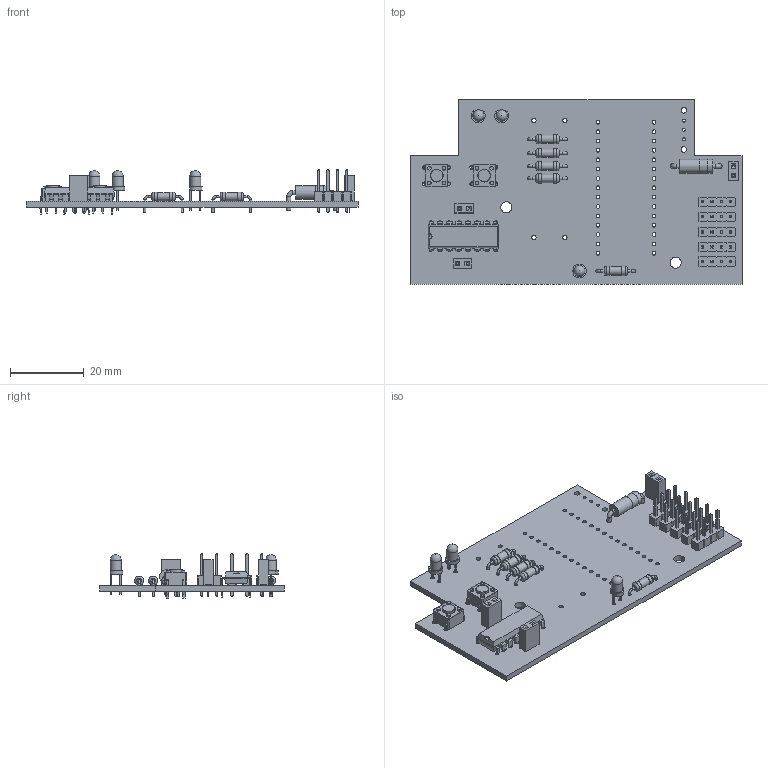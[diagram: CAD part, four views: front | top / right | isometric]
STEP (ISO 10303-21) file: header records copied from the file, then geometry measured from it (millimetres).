
FILE_DESCRIPTION(('KiCad electronic assembly'),'2;1');
FILE_NAME('placa central.step','2023-09-10T14:06:46',('Pcbnew'),('Kicad' ),'Open CASCADE STEP processor 7.7','KiCad to STEP converter', 'Unknown');
FILE_SCHEMA(('AUTOMOTIVE_DESIGN { 1 0 10303 214 1 1 1 1 }'));
Length unit declared in the file: millimetre
Products named in the file (16): placa central 1; PinHeader_1x04_P2.54mm_Vertical; SOLID; DIP-16_W7.62mm; LED_D3.0mm; R_Axial_DIN0207_L6.3mm_D2.5mm_P10.16mm_Horizontal; D_5W_P12.70mm_Horizontal; PinSocket_1x02_P2.54mm_Vertical; SW_PUSH_6mm; placa central PCB
Assembly tree (28 placements, depth 3):
  placa central 1
    PinHeader_1x04_P2.54mm_Vertical  x5
      SOLID
    DIP-16_W7.62mm
      SOLID
    LED_D3.0mm  x3
      SOLID
    R_Axial_DIN0207_L6.3mm_D2.5mm_P10.16mm_Horizontal  x5
      SOLID
    D_5W_P12.70mm_Horizontal
      SOLID
    PinSocket_1x02_P2.54mm_Vertical  x3
      SOLID
    SW_PUSH_6mm  x2
      SOLID
    placa central PCB
Bounding box: 90.17 x 50.04 x 12.04 mm (x, y, z)
Volume: 8134 mm3; surface area: 12396.6 mm2
Topology: 21 solids, 21 shells, 1477 faces, 3688 edges, 2348 vertices
Faces by surface type: plane 1150, cylinder 272, bspline 28, torus 24, sphere 3
Full cylindrical faces by diameter (mm): 0.6 x20, 0.8 x29, 0.9 x6, 1 x64, 1.1 x12, 1.2 x4, 1.4 x2, 1.5 x2, 2.25 x5, 2.5 x10, 3 x5, 3.5 x2, 3.7 x2, 3.72 x1
Entity records: 53947 total; most frequent: CARTESIAN_POINT 10745, DIRECTION 7202, LINE 4836, VECTOR 4836, ORIENTED_EDGE 3820, PCURVE 3820, DEFINITIONAL_REPRESENTATION 3820, EDGE_CURVE 1910
